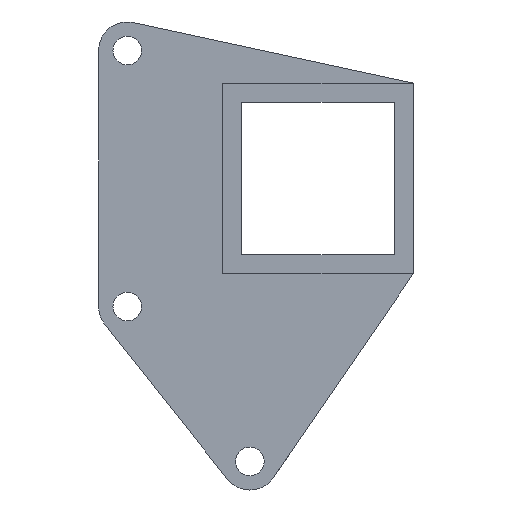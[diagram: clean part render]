
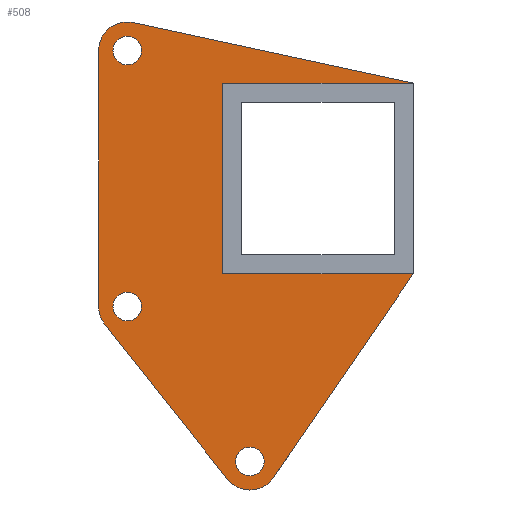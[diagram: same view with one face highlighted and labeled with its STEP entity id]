
A CAD part, left-side view. The second image highlights one B-rep face of the part: STEP entity #508.
In plain terms, the highlighted planar face has unit normal (-1, 0, 0).
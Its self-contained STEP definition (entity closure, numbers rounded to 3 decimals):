
#18 = LINE ( 'NONE', #180, #1670 ) ;
#19 = EDGE_CURVE ( 'NONE', #920, #1929, #176, .T. ) ;
#63 = DIRECTION ( 'NONE',  ( 0., 1., 0. ) ) ;
#97 = EDGE_CURVE ( 'NONE', #1802, #689, #1581, .T. ) ;
#105 = CARTESIAN_POINT ( 'NONE',  ( -10., 40., -20. ) ) ;
#146 = ORIENTED_EDGE ( 'NONE', *, *, #301, .F. ) ;
#157 = EDGE_CURVE ( 'NONE', #853, #883, #1760, .T. ) ;
#176 = CIRCLE ( 'NONE', #1324, 3. ) ;
#179 = CARTESIAN_POINT ( 'NONE',  ( -10., 40., 20. ) ) ;
#180 = CARTESIAN_POINT ( 'NONE',  ( -10., 66., 26.845 ) ) ;
#189 = CARTESIAN_POINT ( 'NONE',  ( -10., 66., 26.845 ) ) ;
#214 = CARTESIAN_POINT ( 'NONE',  ( -10., 60., 26.845 ) ) ;
#226 = CARTESIAN_POINT ( 'NONE',  ( -10., 0., 20. ) ) ;
#231 = DIRECTION ( 'NONE',  ( 0., 0.621, 0.784 ) ) ;
#263 = AXIS2_PLACEMENT_3D ( 'NONE', #269, #1036, #751 ) ;
#269 = CARTESIAN_POINT ( 'NONE',  ( -10., 60., 26.845 ) ) ;
#283 = EDGE_LOOP ( 'NONE', ( #562, #1685 ) ) ;
#301 = EDGE_CURVE ( 'NONE', #866, #1220, #549, .T. ) ;
#310 = CARTESIAN_POINT ( 'NONE',  ( -10., 34.29, -59.315 ) ) ;
#322 = ORIENTED_EDGE ( 'NONE', *, *, #872, .F. ) ;
#347 = CARTESIAN_POINT ( 'NONE',  ( -10., 0., -20. ) ) ;
#370 = CARTESIAN_POINT ( 'NONE',  ( -10., 60., -26.845 ) ) ;
#379 = ORIENTED_EDGE ( 'NONE', *, *, #544, .F. ) ;
#386 = CARTESIAN_POINT ( 'NONE',  ( -10., 60., -23.845 ) ) ;
#415 = CARTESIAN_POINT ( 'NONE',  ( -10., 60., -26.845 ) ) ;
#440 = ORIENTED_EDGE ( 'NONE', *, *, #97, .F. ) ;
#454 = VERTEX_POINT ( 'NONE', #1981 ) ;
#480 = DIRECTION ( 'NONE',  ( 0., 0., -1. ) ) ;
#508 = ADVANCED_FACE ( 'NONE', ( #1141, #524, #1287, #987 ), #1305, .F. ) ;
#524 = FACE_BOUND ( 'NONE', #676, .T. ) ;
#544 = EDGE_CURVE ( 'NONE', #689, #853, #1009, .T. ) ;
#549 = LINE ( 'NONE', #861, #1416 ) ;
#562 = ORIENTED_EDGE ( 'NONE', *, *, #1112, .T. ) ;
#566 = DIRECTION ( 'NONE',  ( 0., 0., -1. ) ) ;
#583 = DIRECTION ( 'NONE',  ( 0., 0., -1. ) ) ;
#609 = DIRECTION ( 'NONE',  ( 0., 0., -1. ) ) ;
#619 = EDGE_CURVE ( 'NONE', #1220, #454, #789, .T. ) ;
#620 = ORIENTED_EDGE ( 'NONE', *, *, #619, .F. ) ;
#631 = VECTOR ( 'NONE', #1034, 1000. ) ;
#643 = AXIS2_PLACEMENT_3D ( 'NONE', #214, #1778, #63 ) ;
#646 = CARTESIAN_POINT ( 'NONE',  ( -10., 58.731, 32.709 ) ) ;
#650 = VERTEX_POINT ( 'NONE', #1839 ) ;
#657 = VECTOR ( 'NONE', #1979, 1000. ) ;
#675 = DIRECTION ( 'NONE',  ( 0., 0., 1. ) ) ;
#676 = EDGE_LOOP ( 'NONE', ( #791, #855 ) ) ;
#680 = VECTOR ( 'NONE', #954, 1000. ) ;
#684 = EDGE_CURVE ( 'NONE', #883, #1834, #1490, .T. ) ;
#689 = VERTEX_POINT ( 'NONE', #1335 ) ;
#709 = CIRCLE ( 'NONE', #874, 3. ) ;
#716 = CARTESIAN_POINT ( 'NONE',  ( -10., 60., 26.845 ) ) ;
#730 = CARTESIAN_POINT ( 'NONE',  ( -10., 34.29, -59.315 ) ) ;
#751 = DIRECTION ( 'NONE',  ( 0., 0., -1. ) ) ;
#776 = EDGE_CURVE ( 'NONE', #1302, #1877, #709, .T. ) ;
#786 = CARTESIAN_POINT ( 'NONE',  ( -10., 64.704, -30.57 ) ) ;
#788 = CARTESIAN_POINT ( 'NONE',  ( -10., 40., 20. ) ) ;
#789 = CIRCLE ( 'NONE', #1043, 6. ) ;
#791 = ORIENTED_EDGE ( 'NONE', *, *, #19, .T. ) ;
#816 = ORIENTED_EDGE ( 'NONE', *, *, #684, .F. ) ;
#820 = DIRECTION ( 'NONE',  ( 0., 0., -1. ) ) ;
#853 = VERTEX_POINT ( 'NONE', #788 ) ;
#855 = ORIENTED_EDGE ( 'NONE', *, *, #1913, .T. ) ;
#861 = CARTESIAN_POINT ( 'NONE',  ( -10., 64.704, -30.57 ) ) ;
#866 = VERTEX_POINT ( 'NONE', #1531 ) ;
#872 = EDGE_CURVE ( 'NONE', #886, #866, #890, .T. ) ;
#874 = AXIS2_PLACEMENT_3D ( 'NONE', #1093, #958, #951 ) ;
#882 = VECTOR ( 'NONE', #1624, 1000. ) ;
#883 = VERTEX_POINT ( 'NONE', #1227 ) ;
#886 = VERTEX_POINT ( 'NONE', #1543 ) ;
#890 = CIRCLE ( 'NONE', #1668, 6. ) ;
#920 = VERTEX_POINT ( 'NONE', #996 ) ;
#945 = VERTEX_POINT ( 'NONE', #968 ) ;
#951 = DIRECTION ( 'NONE',  ( 0., 0., -1. ) ) ;
#954 = DIRECTION ( 'NONE',  ( 0., -0.977, -0.212 ) ) ;
#958 = DIRECTION ( 'NONE',  ( 1., 0., 0. ) ) ;
#968 = CARTESIAN_POINT ( 'NONE',  ( -10., 60., -29.845 ) ) ;
#987 = FACE_BOUND ( 'NONE', #283, .T. ) ;
#996 = CARTESIAN_POINT ( 'NONE',  ( -10., 34.29, -62.315 ) ) ;
#1004 = DIRECTION ( 'NONE',  ( 1., 0., 0. ) ) ;
#1009 = LINE ( 'NONE', #226, #882 ) ;
#1034 = DIRECTION ( 'NONE',  ( 0., 0.566, -0.824 ) ) ;
#1036 = DIRECTION ( 'NONE',  ( 1., 0., 0. ) ) ;
#1042 = DIRECTION ( 'NONE',  ( 1., 0., 0. ) ) ;
#1043 = AXIS2_PLACEMENT_3D ( 'NONE', #415, #1657, #566 ) ;
#1050 = ORIENTED_EDGE ( 'NONE', *, *, #1488, .F. ) ;
#1054 = AXIS2_PLACEMENT_3D ( 'NONE', #716, #1042, #1629 ) ;
#1082 = CARTESIAN_POINT ( 'NONE',  ( -10., 34.29, -59.315 ) ) ;
#1093 = CARTESIAN_POINT ( 'NONE',  ( -10., 60., 26.845 ) ) ;
#1112 = EDGE_CURVE ( 'NONE', #1877, #1302, #1540, .T. ) ;
#1132 = CARTESIAN_POINT ( 'NONE',  ( -10., 60., -26.845 ) ) ;
#1133 = EDGE_CURVE ( 'NONE', #650, #886, #1244, .T. ) ;
#1141 = FACE_OUTER_BOUND ( 'NONE', #1545, .T. ) ;
#1196 = DIRECTION ( 'NONE',  ( 1., 0., 0. ) ) ;
#1206 = ORIENTED_EDGE ( 'NONE', *, *, #1323, .F. ) ;
#1212 = CIRCLE ( 'NONE', #1573, 3. ) ;
#1220 = VERTEX_POINT ( 'NONE', #786 ) ;
#1226 = ORIENTED_EDGE ( 'NONE', *, *, #1776, .T. ) ;
#1227 = CARTESIAN_POINT ( 'NONE',  ( -10., 40., -20. ) ) ;
#1234 = ORIENTED_EDGE ( 'NONE', *, *, #1473, .F. ) ;
#1244 = CIRCLE ( 'NONE', #1931, 6. ) ;
#1287 = FACE_BOUND ( 'NONE', #1986, .T. ) ;
#1288 = DIRECTION ( 'NONE',  ( 1., 0., 0. ) ) ;
#1302 = VERTEX_POINT ( 'NONE', #1427 ) ;
#1305 = PLANE ( 'NONE',  #643 ) ;
#1308 = AXIS2_PLACEMENT_3D ( 'NONE', #1959, #1625, #1336 ) ;
#1323 = EDGE_CURVE ( 'NONE', #454, #1357, #18, .T. ) ;
#1324 = AXIS2_PLACEMENT_3D ( 'NONE', #310, #1539, #480 ) ;
#1334 = ORIENTED_EDGE ( 'NONE', *, *, #1133, .F. ) ;
#1335 = CARTESIAN_POINT ( 'NONE',  ( -10., 0., 20. ) ) ;
#1336 = DIRECTION ( 'NONE',  ( 0., 0., -1. ) ) ;
#1357 = VERTEX_POINT ( 'NONE', #189 ) ;
#1369 = CIRCLE ( 'NONE', #1054, 6. ) ;
#1380 = DIRECTION ( 'NONE',  ( 1., 0., 0. ) ) ;
#1416 = VECTOR ( 'NONE', #231, 1000. ) ;
#1418 = EDGE_CURVE ( 'NONE', #945, #1495, #1600, .T. ) ;
#1427 = CARTESIAN_POINT ( 'NONE',  ( -10., 60., 29.845 ) ) ;
#1440 = CIRCLE ( 'NONE', #1308, 3. ) ;
#1473 = EDGE_CURVE ( 'NONE', #1357, #1802, #1369, .T. ) ;
#1481 = CARTESIAN_POINT ( 'NONE',  ( -10., 34.29, -56.315 ) ) ;
#1488 = EDGE_CURVE ( 'NONE', #1834, #650, #1494, .T. ) ;
#1490 = LINE ( 'NONE', #105, #657 ) ;
#1494 = LINE ( 'NONE', #1788, #631 ) ;
#1495 = VERTEX_POINT ( 'NONE', #386 ) ;
#1531 = CARTESIAN_POINT ( 'NONE',  ( -10., 38.994, -63.04 ) ) ;
#1539 = DIRECTION ( 'NONE',  ( 1., 0., 0. ) ) ;
#1540 = CIRCLE ( 'NONE', #263, 3. ) ;
#1543 = CARTESIAN_POINT ( 'NONE',  ( -10., 34.29, -65.315 ) ) ;
#1545 = EDGE_LOOP ( 'NONE', ( #1234, #1206, #620, #146, #322, #1334, #1050, #816, #1708, #379, #440 ) ) ;
#1572 = AXIS2_PLACEMENT_3D ( 'NONE', #370, #1004, #1620 ) ;
#1573 = AXIS2_PLACEMENT_3D ( 'NONE', #1132, #1288, #1874 ) ;
#1581 = LINE ( 'NONE', #1923, #680 ) ;
#1600 = CIRCLE ( 'NONE', #1572, 3. ) ;
#1620 = DIRECTION ( 'NONE',  ( 0., 0., -1. ) ) ;
#1624 = DIRECTION ( 'NONE',  ( 0., 1., 0. ) ) ;
#1625 = DIRECTION ( 'NONE',  ( 1., 0., 0. ) ) ;
#1629 = DIRECTION ( 'NONE',  ( 0., 0., -1. ) ) ;
#1657 = DIRECTION ( 'NONE',  ( 1., 0., 0. ) ) ;
#1668 = AXIS2_PLACEMENT_3D ( 'NONE', #1082, #1380, #609 ) ;
#1670 = VECTOR ( 'NONE', #675, 1000. ) ;
#1685 = ORIENTED_EDGE ( 'NONE', *, *, #776, .T. ) ;
#1692 = ORIENTED_EDGE ( 'NONE', *, *, #1418, .T. ) ;
#1708 = ORIENTED_EDGE ( 'NONE', *, *, #157, .F. ) ;
#1758 = CARTESIAN_POINT ( 'NONE',  ( -10., 60., 23.845 ) ) ;
#1760 = LINE ( 'NONE', #179, #1995 ) ;
#1776 = EDGE_CURVE ( 'NONE', #1495, #945, #1212, .T. ) ;
#1778 = DIRECTION ( 'NONE',  ( 1., 0., 0. ) ) ;
#1788 = CARTESIAN_POINT ( 'NONE',  ( -10., 0., -20. ) ) ;
#1802 = VERTEX_POINT ( 'NONE', #646 ) ;
#1834 = VERTEX_POINT ( 'NONE', #347 ) ;
#1839 = CARTESIAN_POINT ( 'NONE',  ( -10., 29.345, -62.713 ) ) ;
#1874 = DIRECTION ( 'NONE',  ( 0., 0., -1. ) ) ;
#1877 = VERTEX_POINT ( 'NONE', #1758 ) ;
#1913 = EDGE_CURVE ( 'NONE', #1929, #920, #1440, .T. ) ;
#1923 = CARTESIAN_POINT ( 'NONE',  ( -10., 0., 20. ) ) ;
#1929 = VERTEX_POINT ( 'NONE', #1481 ) ;
#1931 = AXIS2_PLACEMENT_3D ( 'NONE', #730, #1196, #583 ) ;
#1959 = CARTESIAN_POINT ( 'NONE',  ( -10., 34.29, -59.315 ) ) ;
#1979 = DIRECTION ( 'NONE',  ( 0., -1., 0. ) ) ;
#1981 = CARTESIAN_POINT ( 'NONE',  ( -10., 66., -26.845 ) ) ;
#1986 = EDGE_LOOP ( 'NONE', ( #1692, #1226 ) ) ;
#1995 = VECTOR ( 'NONE', #820, 1000. ) ;
